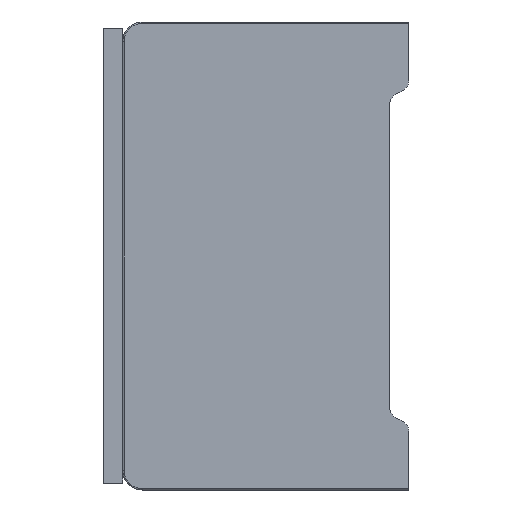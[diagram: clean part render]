
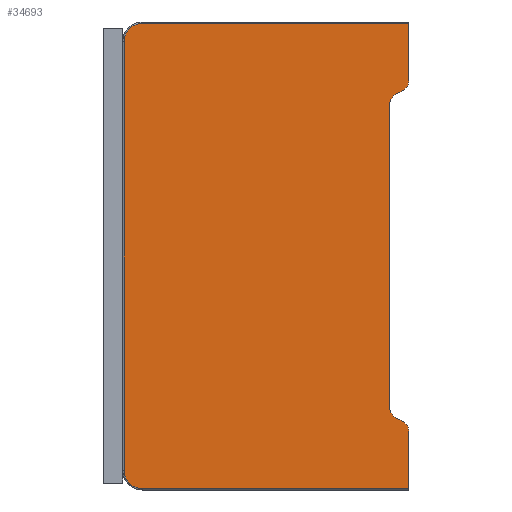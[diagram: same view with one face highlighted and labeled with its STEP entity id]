
A CAD part, left-side view. The second image highlights one B-rep face of the part: STEP entity #34693.
In plain terms, the highlighted planar face has unit normal (-1, 0, 0).
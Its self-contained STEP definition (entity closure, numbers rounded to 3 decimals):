
#1479=DIRECTION('',(0.,0.,-1.));
#1480=VECTOR('',#1479,8.801);
#1481=CARTESIAN_POINT('',(0.,0.,
-0.2));
#1482=LINE('',#1481,#1480);
#1483=CARTESIAN_POINT('',(0.,1.732,-9.));
#1484=DIRECTION('',(1.,0.,0.));
#1485=DIRECTION('',(0.,-1.,-0.001));
#1486=AXIS2_PLACEMENT_3D('',#1483,#1484,#1485);
#1488=DIRECTION('',(0.,0.866,-0.5));
#1489=VECTOR('',#1488,1.31);
#1490=CARTESIAN_POINT('',(0.,0.865,
-10.499));
#1491=LINE('',#1490,#1489);
#1492=CARTESIAN_POINT('',(0.,1.,-12.887));
#1493=DIRECTION('',(-1.,0.,0.));
#1494=DIRECTION('',(0.,0.5,0.866));
#1495=AXIS2_PLACEMENT_3D('',#1492,#1493,#1494);
#1497=CARTESIAN_POINT('',(0.,1.,-59.113));
#1498=DIRECTION('',(-1.,0.,0.));
#1499=DIRECTION('',(0.,1.,0.));
#1500=AXIS2_PLACEMENT_3D('',#1497,#1498,#1499);
#1502=DIRECTION('',(0.,-0.866,-0.5));
#1503=VECTOR('',#1502,1.311);
#1504=CARTESIAN_POINT('',(0.,2.,
-60.845));
#1505=LINE('',#1504,#1503);
#1506=CARTESIAN_POINT('',(0.,1.73,-62.999));
#1507=DIRECTION('',(1.,0.,0.));
#1508=DIRECTION('',(0.,-0.5,0.866));
#1509=AXIS2_PLACEMENT_3D('',#1506,#1507,#1508);
#1511=DIRECTION('',(0.,0.,-1.));
#1512=VECTOR('',#1511,8.801);
#1513=CARTESIAN_POINT('',(0.,0.,-62.999));
#1514=LINE('',#1513,#1512);
#1515=CARTESIAN_POINT('',(0.,41.,-69.));
#1516=DIRECTION('',(1.,0.,0.));
#1517=DIRECTION('',(0.,0.,-1.));
#1518=AXIS2_PLACEMENT_3D('',#1515,#1516,#1517);
#1520=CARTESIAN_POINT('',(0.,41.,-3.));
#1521=DIRECTION('',(1.,0.,0.));
#1522=DIRECTION('',(0.,1.,0.));
#1523=AXIS2_PLACEMENT_3D('',#1520,#1521,#1522);
#1525=DIRECTION('',(0.,1.,0.));
#1526=VECTOR('',#1525,41.);
#1527=CARTESIAN_POINT('',(0.,0.,
-0.2));
#1528=LINE('',#1527,#1526);
#1571=DIRECTION('',(0.,0.,1.));
#1572=VECTOR('',#1571,46.226);
#1573=CARTESIAN_POINT('',(0.,3.,-59.113));
#1574=LINE('',#1573,#1572);
#11306=DIRECTION('',(0.,-1.,0.));
#11307=VECTOR('',#11306,41.);
#11308=CARTESIAN_POINT('',(0.,41.,
-71.8));
#11309=LINE('',#11308,#11307);
#11329=DIRECTION('',(0.,0.,-1.));
#11330=VECTOR('',#11329,66.);
#11331=CARTESIAN_POINT('',(0.,43.8,
-3.));
#11332=LINE('',#11331,#11330);
#29040=CARTESIAN_POINT('',(0.,0.,-71.8));
#29041=VERTEX_POINT('',#29040);
#29042=CARTESIAN_POINT('',(0.,41.,-71.8));
#29043=VERTEX_POINT('',#29042);
#29045=CARTESIAN_POINT('',(0.,0.,-62.999));
#29047=VERTEX_POINT('',#29045);
#29050=CARTESIAN_POINT('',(0.,0.865,
-61.501));
#29051=VERTEX_POINT('',#29050);
#29054=CARTESIAN_POINT('',(0.,0.,
-0.2));
#29055=CARTESIAN_POINT('',(0.,41.,
-0.2));
#29056=VERTEX_POINT('',#29054);
#29057=VERTEX_POINT('',#29055);
#29058=CARTESIAN_POINT('',(0.,0.,
-9.001));
#29059=VERTEX_POINT('',#29058);
#29060=CARTESIAN_POINT('',(0.,0.865,
-10.499));
#29061=VERTEX_POINT('',#29060);
#29062=CARTESIAN_POINT('',(0.,2.,
-11.155));
#29063=VERTEX_POINT('',#29062);
#29064=CARTESIAN_POINT('',(0.,3.,-12.887));
#29065=VERTEX_POINT('',#29064);
#29066=CARTESIAN_POINT('',(0.,3.,-59.113));
#29067=VERTEX_POINT('',#29066);
#29068=CARTESIAN_POINT('',(0.,2.,
-60.845));
#29069=VERTEX_POINT('',#29068);
#29070=CARTESIAN_POINT('',(0.,43.8,
-69.));
#29071=VERTEX_POINT('',#29070);
#29072=CARTESIAN_POINT('',(0.,43.8,
-3.));
#29073=VERTEX_POINT('',#29072);
#34660=CARTESIAN_POINT('',(0.,21.9,-36.));
#34661=DIRECTION('',(1.,0.,0.));
#34662=DIRECTION('',(0.,0.,1.));
#34663=AXIS2_PLACEMENT_3D('',#34660,#34661,#34662);
#34664=PLANE('',#34663);
#34666=ORIENTED_EDGE('',*,*,#34665,.F.);
#34668=ORIENTED_EDGE('',*,*,#34667,.T.);
#34670=ORIENTED_EDGE('',*,*,#34669,.T.);
#34672=ORIENTED_EDGE('',*,*,#34671,.T.);
#34674=ORIENTED_EDGE('',*,*,#34673,.T.);
#34676=ORIENTED_EDGE('',*,*,#34675,.F.);
#34678=ORIENTED_EDGE('',*,*,#34677,.T.);
#34680=ORIENTED_EDGE('',*,*,#34679,.T.);
#34681=ORIENTED_EDGE('',*,*,#34651,.T.);
#34682=ORIENTED_EDGE('',*,*,#34640,.T.);
#34684=ORIENTED_EDGE('',*,*,#34683,.F.);
#34686=ORIENTED_EDGE('',*,*,#34685,.T.);
#34688=ORIENTED_EDGE('',*,*,#34687,.F.);
#34690=ORIENTED_EDGE('',*,*,#34689,.T.);
#34691=EDGE_LOOP('',(#34666,#34668,#34670,#34672,#34674,#34676,#34678,#34680,
#34681,#34682,#34684,#34686,#34688,#34690));
#34692=FACE_OUTER_BOUND('',#34691,.F.);
#1487=CIRCLE('',#1486,1.732);
#1496=CIRCLE('',#1495,2.);
#1501=CIRCLE('',#1500,2.);
#1510=CIRCLE('',#1509,1.73);
#1519=CIRCLE('',#1518,2.8);
#1524=CIRCLE('',#1523,2.8);
#34640=EDGE_CURVE('',#29047,#29041,#1514,.T.);
#34651=EDGE_CURVE('',#29051,#29047,#1510,.T.);
#34665=EDGE_CURVE('',#29056,#29057,#1528,.T.);
#34667=EDGE_CURVE('',#29056,#29059,#1482,.T.);
#34669=EDGE_CURVE('',#29059,#29061,#1487,.T.);
#34671=EDGE_CURVE('',#29061,#29063,#1491,.T.);
#34673=EDGE_CURVE('',#29063,#29065,#1496,.T.);
#34675=EDGE_CURVE('',#29067,#29065,#1574,.T.);
#34677=EDGE_CURVE('',#29067,#29069,#1501,.T.);
#34679=EDGE_CURVE('',#29069,#29051,#1505,.T.);
#34683=EDGE_CURVE('',#29043,#29041,#11309,.T.);
#34685=EDGE_CURVE('',#29043,#29071,#1519,.T.);
#34687=EDGE_CURVE('',#29073,#29071,#11332,.T.);
#34689=EDGE_CURVE('',#29073,#29057,#1524,.T.);
#34693=ADVANCED_FACE('',(#34692),#34664,.F.);
